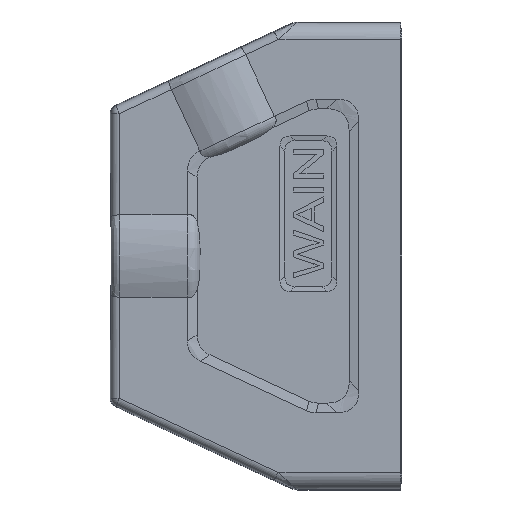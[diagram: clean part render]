
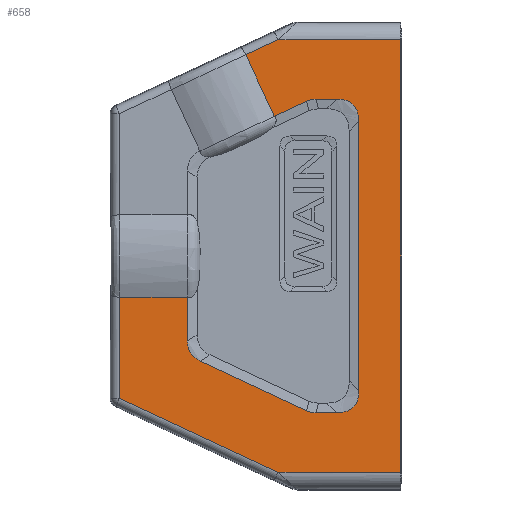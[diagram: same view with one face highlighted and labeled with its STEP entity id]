
A CAD part, left-side view. The second image highlights one B-rep face of the part: STEP entity #658.
In plain terms, the highlighted planar face has unit normal (-1, 0, 0).
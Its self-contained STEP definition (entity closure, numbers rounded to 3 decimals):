
#358=ELLIPSE('',#4770,88.416,15.);
#359=ELLIPSE('',#4771,121.238,15.);
#360=ELLIPSE('',#4772,121.238,15.);
#361=ELLIPSE('',#4773,88.416,15.);
#362=ELLIPSE('',#4774,101.975,15.);
#443=B_SPLINE_CURVE_WITH_KNOTS('',3,(#6399,#6400,#6401,#6402),.UNSPECIFIED.,
 .F.,.F.,(4,4),(0.,1.),.UNSPECIFIED.);
#444=B_SPLINE_CURVE_WITH_KNOTS('',3,(#6430,#6431,#6432,#6433),.UNSPECIFIED.,
 .F.,.F.,(4,4),(0.,1.),.UNSPECIFIED.);
#658=ADVANCED_FACE('',(#1070),#930,.T.);
#930=PLANE('',#4775);
#1070=FACE_OUTER_BOUND('',#1324,.T.);
#1324=EDGE_LOOP('',(#1648,#1649,#1650,#1651,#1652,#1653,#1654,#1655,#1656,
#1657,#1658,#1659,#1660,#1661,#1662,#1663,#1664,#1665,#1666,#1667,#1668));
#1648=ORIENTED_EDGE('',*,*,#3454,.T.);
#1649=ORIENTED_EDGE('',*,*,#3455,.T.);
#1650=ORIENTED_EDGE('',*,*,#3456,.T.);
#1651=ORIENTED_EDGE('',*,*,#3457,.T.);
#1652=ORIENTED_EDGE('',*,*,#3458,.T.);
#1653=ORIENTED_EDGE('',*,*,#3459,.T.);
#1654=ORIENTED_EDGE('',*,*,#3460,.T.);
#1655=ORIENTED_EDGE('',*,*,#3461,.T.);
#1656=ORIENTED_EDGE('',*,*,#3462,.T.);
#1657=ORIENTED_EDGE('',*,*,#3463,.T.);
#1658=ORIENTED_EDGE('',*,*,#3464,.T.);
#1659=ORIENTED_EDGE('',*,*,#3465,.T.);
#1660=ORIENTED_EDGE('',*,*,#3466,.T.);
#1661=ORIENTED_EDGE('',*,*,#3467,.T.);
#1662=ORIENTED_EDGE('',*,*,#3468,.T.);
#1663=ORIENTED_EDGE('',*,*,#3469,.T.);
#1664=ORIENTED_EDGE('',*,*,#3470,.T.);
#1665=ORIENTED_EDGE('',*,*,#3471,.T.);
#1666=ORIENTED_EDGE('',*,*,#3472,.T.);
#1667=ORIENTED_EDGE('',*,*,#3473,.T.);
#1668=ORIENTED_EDGE('',*,*,#3474,.T.);
#3016=VERTEX_POINT('',#6391);
#3017=VERTEX_POINT('',#6392);
#3018=VERTEX_POINT('',#6394);
#3019=VERTEX_POINT('',#6396);
#3020=VERTEX_POINT('',#6398);
#3021=VERTEX_POINT('',#6403);
#3022=VERTEX_POINT('',#6405);
#3023=VERTEX_POINT('',#6407);
#3024=VERTEX_POINT('',#6409);
#3025=VERTEX_POINT('',#6411);
#3026=VERTEX_POINT('',#6413);
#3027=VERTEX_POINT('',#6415);
#3028=VERTEX_POINT('',#6417);
#3029=VERTEX_POINT('',#6419);
#3030=VERTEX_POINT('',#6421);
#3031=VERTEX_POINT('',#6423);
#3032=VERTEX_POINT('',#6425);
#3033=VERTEX_POINT('',#6427);
#3034=VERTEX_POINT('',#6429);
#3035=VERTEX_POINT('',#6434);
#3036=VERTEX_POINT('',#6436);
#3454=EDGE_CURVE('',#3016,#3017,#4131,.T.);
#3455=EDGE_CURVE('',#3017,#3018,#4132,.T.);
#3456=EDGE_CURVE('',#3018,#3019,#4133,.T.);
#3457=EDGE_CURVE('',#3019,#3020,#4134,.T.);
#3458=EDGE_CURVE('',#3020,#3021,#443,.T.);
#3459=EDGE_CURVE('',#3021,#3022,#4135,.T.);
#3460=EDGE_CURVE('',#3022,#3023,#4136,.T.);
#3461=EDGE_CURVE('',#3023,#3024,#358,.T.);
#3462=EDGE_CURVE('',#3024,#3025,#4137,.T.);
#3463=EDGE_CURVE('',#3025,#3026,#359,.T.);
#3464=EDGE_CURVE('',#3026,#3027,#4138,.T.);
#3465=EDGE_CURVE('',#3027,#3028,#360,.T.);
#3466=EDGE_CURVE('',#3028,#3029,#4139,.T.);
#3467=EDGE_CURVE('',#3029,#3030,#361,.T.);
#3468=EDGE_CURVE('',#3030,#3031,#4140,.T.);
#3469=EDGE_CURVE('',#3031,#3032,#362,.T.);
#3470=EDGE_CURVE('',#3032,#3033,#4141,.T.);
#3471=EDGE_CURVE('',#3033,#3034,#4142,.T.);
#3472=EDGE_CURVE('',#3034,#3035,#444,.T.);
#3473=EDGE_CURVE('',#3035,#3036,#4143,.T.);
#3474=EDGE_CURVE('',#3036,#3016,#4144,.T.);
#4131=LINE('',#6390,#4449);
#4132=LINE('',#6393,#4450);
#4133=LINE('',#6395,#4451);
#4134=LINE('',#6397,#4452);
#4135=LINE('',#6404,#4453);
#4136=LINE('',#6406,#4454);
#4137=LINE('',#6410,#4455);
#4138=LINE('',#6414,#4456);
#4139=LINE('',#6418,#4457);
#4140=LINE('',#6422,#4458);
#4141=LINE('',#6426,#4459);
#4142=LINE('',#6428,#4460);
#4143=LINE('',#6435,#4461);
#4144=LINE('',#6437,#4462);
#4449=VECTOR('',#5210,1.);
#4450=VECTOR('',#5211,1.);
#4451=VECTOR('',#5212,1.);
#4452=VECTOR('',#5213,1.);
#4453=VECTOR('',#5214,1.);
#4454=VECTOR('',#5215,1.);
#4455=VECTOR('',#5218,1.);
#4456=VECTOR('',#5221,1.);
#4457=VECTOR('',#5224,1.);
#4458=VECTOR('',#5227,1.);
#4459=VECTOR('',#5230,1.);
#4460=VECTOR('',#5231,1.);
#4461=VECTOR('',#5232,1.);
#4462=VECTOR('',#5233,1.);
#4770=AXIS2_PLACEMENT_3D('',#6408,#5216,#5217);
#4771=AXIS2_PLACEMENT_3D('',#6412,#5219,#5220);
#4772=AXIS2_PLACEMENT_3D('',#6416,#5222,#5223);
#4773=AXIS2_PLACEMENT_3D('',#6420,#5225,#5226);
#4774=AXIS2_PLACEMENT_3D('',#6424,#5228,#5229);
#4775=AXIS2_PLACEMENT_3D('',#6438,#5234,#5235);
#5210=DIRECTION('',(0.,-1.,0.));
#5211=DIRECTION('',(0.,0.,1.));
#5212=DIRECTION('',(0.,1.,0.));
#5213=DIRECTION('',(0.,0.906,-0.423));
#5214=DIRECTION('',(0.,-0.423,-0.906));
#5215=DIRECTION('',(0.,-0.906,0.423));
#5216=DIRECTION('',(1.,0.,0.));
#5217=DIRECTION('',(0.,-0.216,-0.976));
#5218=DIRECTION('',(0.,-1.,0.));
#5219=DIRECTION('',(1.,0.,0.));
#5220=DIRECTION('',(0.,0.707,-0.707));
#5221=DIRECTION('',(0.,0.,-1.));
#5222=DIRECTION('',(1.,0.,0.));
#5223=DIRECTION('',(0.,0.707,0.707));
#5224=DIRECTION('',(0.,1.,0.));
#5225=DIRECTION('',(1.,0.,0.));
#5226=DIRECTION('',(0.,-0.216,0.976));
#5227=DIRECTION('',(0.,0.906,0.423));
#5228=DIRECTION('',(1.,0.,0.));
#5229=DIRECTION('',(0.,-0.843,0.537));
#5230=DIRECTION('',(0.,0.,1.));
#5231=DIRECTION('',(0.,1.,0.));
#5232=DIRECTION('',(0.,0.,-1.));
#5233=DIRECTION('',(0.,-0.906,-0.423));
#5234=DIRECTION('',(-1.,0.,0.));
#5235=DIRECTION('',(0.,0.,1.));
#6390=CARTESIAN_POINT('',(-11.,84.2,-25.221));
#6391=CARTESIAN_POINT('',(-11.,64.64,-25.221));
#6392=CARTESIAN_POINT('',(-11.,50.3,-25.221));
#6393=CARTESIAN_POINT('',(-11.,50.3,22.5));
#6394=CARTESIAN_POINT('',(-11.,50.3,25.221));
#6395=CARTESIAN_POINT('',(-11.,84.2,25.221));
#6396=CARTESIAN_POINT('',(-11.,64.64,25.221));
#6397=CARTESIAN_POINT('',(-11.,68.394,23.471));
#6398=CARTESIAN_POINT('',(-11.,68.394,23.471));
#6399=CARTESIAN_POINT('',(-11.,68.394,23.471));
#6400=CARTESIAN_POINT('',(-11.,68.394,23.471));
#6401=CARTESIAN_POINT('',(-11.,68.394,23.47));
#6402=CARTESIAN_POINT('',(-11.,68.394,23.47));
#6403=CARTESIAN_POINT('',(-11.,68.394,23.47));
#6404=CARTESIAN_POINT('',(-11.,68.854,24.456));
#6405=CARTESIAN_POINT('',(-11.,65.05,16.299));
#6406=CARTESIAN_POINT('',(-11.,75.2,11.566));
#6407=CARTESIAN_POINT('',(-11.,61.283,18.056));
#6408=CARTESIAN_POINT('',(-11.,41.609,-68.082));
#6409=CARTESIAN_POINT('',(-11.,60.182,18.3));
#6410=CARTESIAN_POINT('',(-11.,60.76,18.3));
#6411=CARTESIAN_POINT('',(-11.,57.805,18.3));
#6412=CARTESIAN_POINT('',(-11.,141.582,-68.082));
#6413=CARTESIAN_POINT('',(-11.,55.2,15.695));
#6414=CARTESIAN_POINT('',(-11.,55.2,18.3));
#6415=CARTESIAN_POINT('',(-11.,55.2,-15.695));
#6416=CARTESIAN_POINT('',(-11.,141.582,68.082));
#6417=CARTESIAN_POINT('',(-11.,57.805,-18.3));
#6418=CARTESIAN_POINT('',(-11.,55.2,-18.3));
#6419=CARTESIAN_POINT('',(-11.,60.182,-18.3));
#6420=CARTESIAN_POINT('',(-11.,41.609,68.082));
#6421=CARTESIAN_POINT('',(-11.,61.283,-18.056));
#6422=CARTESIAN_POINT('',(-11.,60.76,-18.3));
#6423=CARTESIAN_POINT('',(-11.,73.696,-12.268));
#6424=CARTESIAN_POINT('',(-11.,-11.182,43.465));
#6425=CARTESIAN_POINT('',(-11.,75.2,-9.907));
#6426=CARTESIAN_POINT('',(-11.,75.2,-11.566));
#6427=CARTESIAN_POINT('',(-11.,75.2,-4.796));
#6428=CARTESIAN_POINT('',(-11.,84.2,-4.796));
#6429=CARTESIAN_POINT('',(-11.,83.112,-4.796));
#6430=CARTESIAN_POINT('',(-11.,83.112,-4.796));
#6431=CARTESIAN_POINT('',(-11.,83.112,-4.796));
#6432=CARTESIAN_POINT('',(-11.,83.112,-4.796));
#6433=CARTESIAN_POINT('',(-11.,83.113,-4.796));
#6434=CARTESIAN_POINT('',(-11.,83.113,-4.796));
#6435=CARTESIAN_POINT('',(-11.,83.113,-17.239));
#6436=CARTESIAN_POINT('',(-11.,83.113,-16.607));
#6437=CARTESIAN_POINT('',(-11.,62.315,-26.306));
#6438=CARTESIAN_POINT('',(-11.,84.2,22.5));
